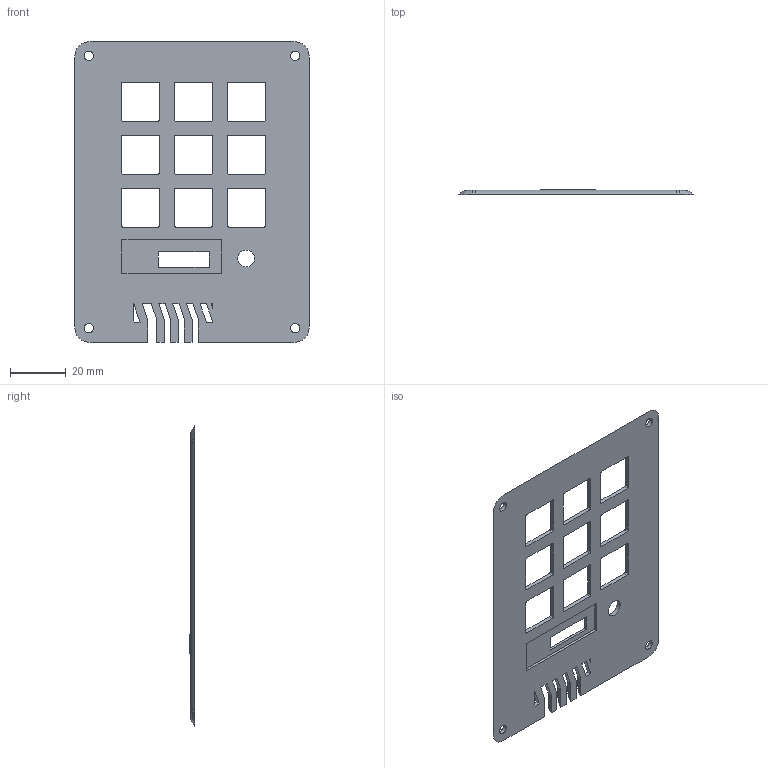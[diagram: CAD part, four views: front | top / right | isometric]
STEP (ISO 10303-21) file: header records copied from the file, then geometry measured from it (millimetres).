
FILE_DESCRIPTION(/* description */ (''),/* implementation_level */ '2;1');
FILE_NAME(/* name */ 'CoolPad_CaseTop.step',/* time_stamp */ '2026-02-01T19:25:17-08:00',/* author */ (''),/* organization */ (''),/* preprocessor_version */ 'ST-DEVELOPER v20.1',/* originating_system */ 'Autodesk Translation Framework v14.24.0.0',/* authorisation */ '');
FILE_SCHEMA (('AUTOMOTIVE_DESIGN { 1 0 10303 214 3 1 1 }'));
Length unit declared in the file: millimetre
Products named in the file (1): 2026-01-27-21-37-25-054
Bounding box: 84.27 x 2 x 108.12 mm (x, y, z)
Volume: 9586.5 mm3; surface area: 15360.2 mm2
Topology: 1 solids, 1 shells, 148 faces, 430 edges, 282 vertices
Faces by surface type: plane 83, cylinder 61, bspline 4
Full cylindrical faces by diameter (mm): 3.4 x4, 6.1 x1
Entity records: 5027 total; most frequent: CARTESIAN_POINT 933, ORIENTED_EDGE 860, DIRECTION 832, EDGE_CURVE 430, LINE 302, VECTOR 302, VERTEX_POINT 282, AXIS2_PLACEMENT_3D 265
